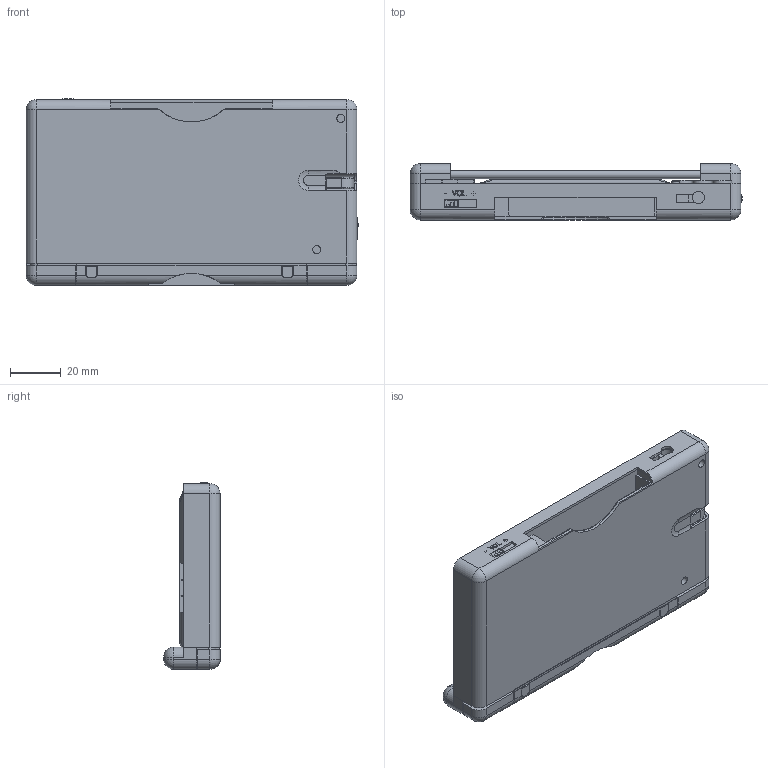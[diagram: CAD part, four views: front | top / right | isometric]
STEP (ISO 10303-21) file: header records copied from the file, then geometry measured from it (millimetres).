
FILE_DESCRIPTION(/* description */ (''),/* implementation_level */ '2;1');
FILE_NAME(/* name */ 'nintendo ds bottom.stp',/* time_stamp */ '2015-04-17T09:24:03-04:00',/* author */ ('tcampanella'),/* organization */ (''),/* preprocessor_version */ 'ST-DEVELOPER v15.6',/* originating_system */ 'Autodesk Inventor 2015',/* authorisation */ '');
FILE_SCHEMA (('AUTOMOTIVE_DESIGN { 1 0 10303 214 3 1 1 }'));
Length unit declared in the file: inch
Products named in the file (4): nintendo ds bottom base; nintendo ds bottom shell; nintendo ds pen; nintendo ds bottom
Bounding box: 130.57 x 22.42 x 73.36 mm (x, y, z)
Volume: 123366.8 mm3; surface area: 57379.6 mm2
Topology: 3 solids, 3 shells, 994 faces, 2561 edges, 1632 vertices
Faces by surface type: plane 550, cylinder 228, bspline 139, torus 42, sphere 26, cone 9
Full cylindrical faces by diameter (mm): 1.786 x1, 2.977 x2, 3.175 x5, 3.969 x1, 4.366 x1, 4.762 x5, 7.673 x4, 7.938 x4
Entity records: 31536 total; most frequent: CARTESIAN_POINT 7754, ORIENTED_EDGE 5032, DIRECTION 4469, EDGE_CURVE 2516, LINE 1717, VECTOR 1717, VERTEX_POINT 1629, AXIS2_PLACEMENT_3D 1376
